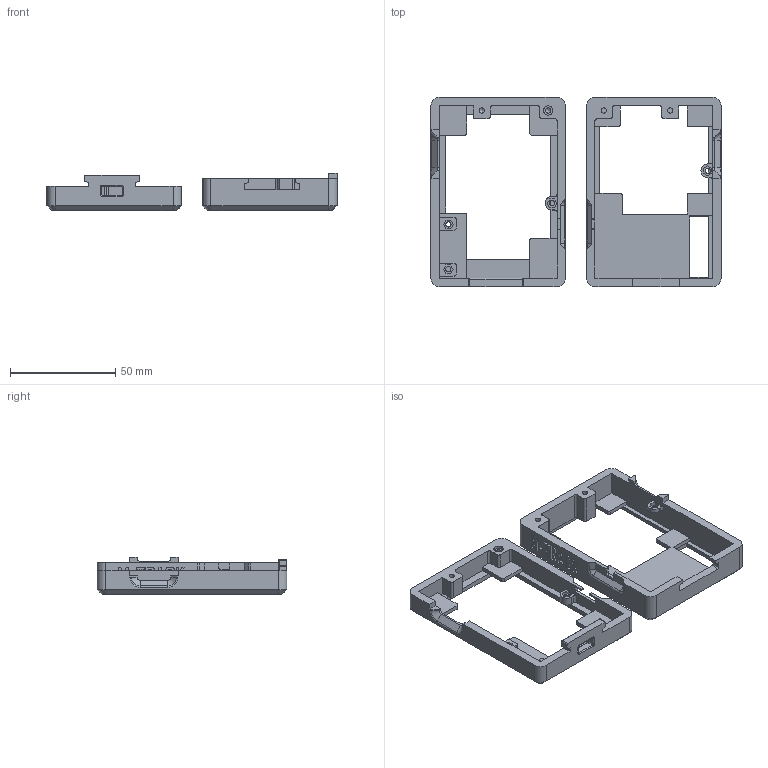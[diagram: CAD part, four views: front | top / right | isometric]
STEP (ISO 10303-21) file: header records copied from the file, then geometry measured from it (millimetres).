
FILE_DESCRIPTION(/* description */ (''),/* implementation_level */ '2;1');
FILE_NAME(/* name */ 'M_TRACK_v1_2.step',/* time_stamp */ '2022-11-09T22:17:22-05:00',/* author */ (''),/* organization */ (''),/* preprocessor_version */ 'ST-DEVELOPER v19.2',/* originating_system */ 'Autodesk Translation Framework v11.17.0.187',/* authorisation */ '');
FILE_SCHEMA (('AUTOMOTIVE_DESIGN { 1 0 10303 214 3 1 1 }'));
Length unit declared in the file: millimetre
Products named in the file (1): shell
Bounding box: 138 x 90 x 18 mm (x, y, z)
Volume: 38995.8 mm3; surface area: 28248 mm2
Topology: 2 solids, 2 shells, 615 faces, 1642 edges, 1059 vertices
Faces by surface type: plane 430, cylinder 107, bspline 34, torus 24, cone 18, sphere 2
Full cylindrical faces by diameter (mm): 2.5 x8, 4.5 x3
Entity records: 19209 total; most frequent: CARTESIAN_POINT 3889, ORIENTED_EDGE 3272, DIRECTION 2984, EDGE_CURVE 1636, LINE 1310, VECTOR 1310, VERTEX_POINT 1057, AXIS2_PLACEMENT_3D 837
